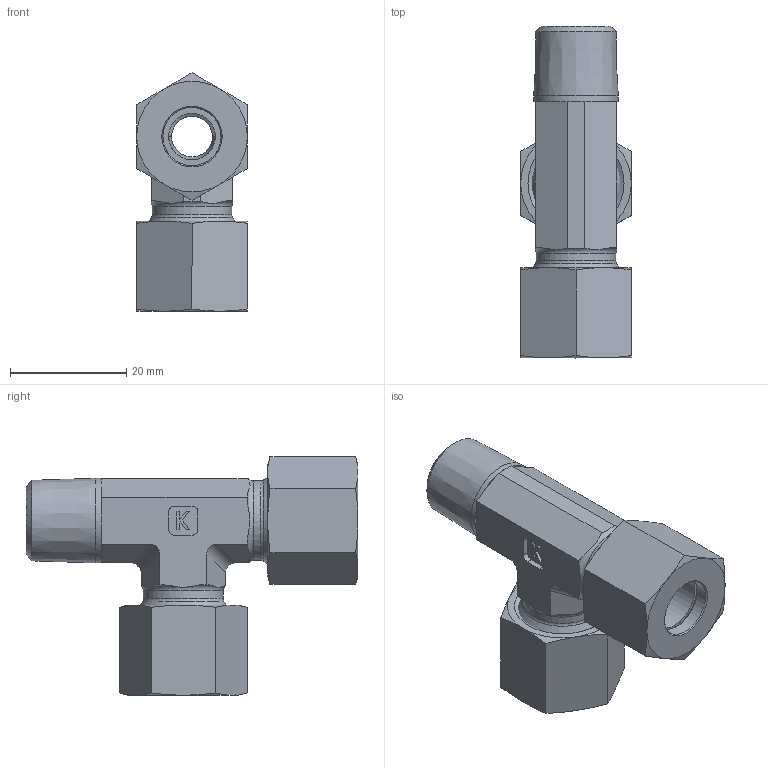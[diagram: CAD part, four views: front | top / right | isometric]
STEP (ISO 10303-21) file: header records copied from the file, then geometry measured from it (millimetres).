
FILE_DESCRIPTION((''),'2;1');
FILE_NAME('2503101416.stp','2014-08-25T11:02:10',(''),('KNOMI spol. s r. o.'),'Autodesk Inventor 2012','Autodesk Inventor 2012','');
FILE_SCHEMA(('AUTOMOTIVE_DESIGN { 1 2 10303 214 0 1 1 1 }'));
Length unit declared in the file: millimetre
Products named in the file (4): TBCM2K 10LMkuž; 40110; 3911016; 2502101416
Assembly tree (5 placements, depth 2):
  TBCM2K 10LMkuž
    40110  x2
    3911016  x2
    2502101416
Bounding box: 19 x 57 x 40.97 mm (x, y, z)
Volume: 13492.5 mm3; surface area: 10608.9 mm2
Topology: 5 solids, 5 shells, 170 faces, 405 edges, 248 vertices
Faces by surface type: plane 84, cone 50, cylinder 30, torus 6
Full cylindrical faces by diameter (mm): 7 x1, 8 x2, 10 x6, 12.3 x2, 13.7 x2, 14 x2, 14.376 x2, 14.532 x1, 16 x2
Entity records: 3911 total; most frequent: CARTESIAN_POINT 825, DIRECTION 630, ORIENTED_EDGE 562, EDGE_CURVE 281, AXIS2_PLACEMENT_3D 250, VERTEX_POINT 191, EDGE_LOOP 182, FACE_OUTER_BOUND 135
